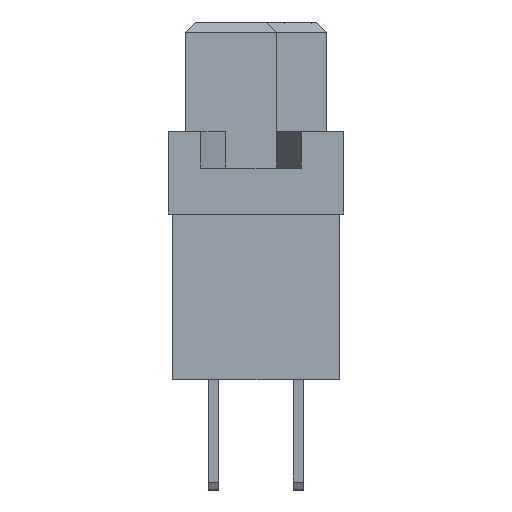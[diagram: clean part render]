
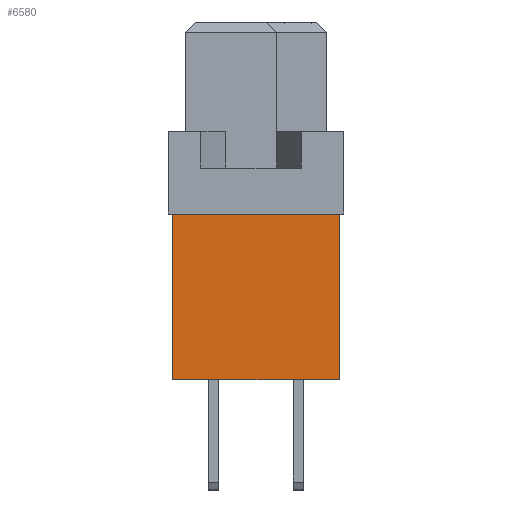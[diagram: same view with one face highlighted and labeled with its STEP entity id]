
A CAD part, left-side view. The second image highlights one B-rep face of the part: STEP entity #6580.
In plain terms, the highlighted planar face has unit normal (-1, 0, 0).
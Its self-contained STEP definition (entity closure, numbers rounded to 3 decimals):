
#5773=FACE_OUTER_BOUND('',#8315,.T.);
#6580=ADVANCED_FACE('',(#5773),#7232,.T.);
#7232=PLANE('',#22629);
#8315=EDGE_LOOP('',(#12679,#12680,#12681,#12682));
#12679=ORIENTED_EDGE('',*,*,#16784,.T.);
#12680=ORIENTED_EDGE('',*,*,#16785,.F.);
#12681=ORIENTED_EDGE('',*,*,#16782,.T.);
#12682=ORIENTED_EDGE('',*,*,#16786,.F.);
#14609=VERTEX_POINT('',#31089);
#14610=VERTEX_POINT('',#31091);
#14611=VERTEX_POINT('',#31095);
#14612=VERTEX_POINT('',#31096);
#16782=EDGE_CURVE('',#14610,#14609,#18686,.T.);
#16784=EDGE_CURVE('',#14611,#14612,#18688,.T.);
#16785=EDGE_CURVE('',#14610,#14612,#18689,.T.);
#16786=EDGE_CURVE('',#14611,#14609,#18690,.T.);
#18686=LINE('',#31090,#20587);
#18688=LINE('',#31094,#20589);
#18689=LINE('',#31097,#20590);
#18690=LINE('',#31098,#20591);
#20587=VECTOR('',#26598,1.);
#20589=VECTOR('',#26602,1.);
#20590=VECTOR('',#26603,1.);
#20591=VECTOR('',#26604,1.);
#22629=AXIS2_PLACEMENT_3D('',#31099,#26605,#26606);
#26598=DIRECTION('',(0.,0.,-1.));
#26602=DIRECTION('',(0.,0.,1.));
#26603=DIRECTION('',(0.,-1.,0.));
#26604=DIRECTION('',(0.,1.,0.));
#26605=DIRECTION('',(-1.,0.,0.));
#26606=DIRECTION('',(0.,0.,1.));
#31089=CARTESIAN_POINT('',(5.45,10.3,-9.78));
#31090=CARTESIAN_POINT('',(5.45,10.3,0.15));
#31091=CARTESIAN_POINT('',(5.45,10.3,0.15));
#31094=CARTESIAN_POINT('',(5.45,0.3,-9.78));
#31095=CARTESIAN_POINT('',(5.45,0.3,-9.78));
#31096=CARTESIAN_POINT('',(5.45,0.3,0.15));
#31097=CARTESIAN_POINT('',(5.45,10.3,0.15));
#31098=CARTESIAN_POINT('',(5.45,0.3,-9.78));
#31099=CARTESIAN_POINT('',(5.45,0.3,-9.78));
